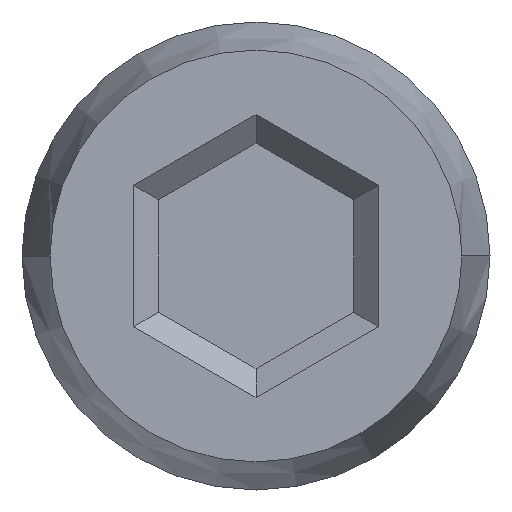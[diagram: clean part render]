
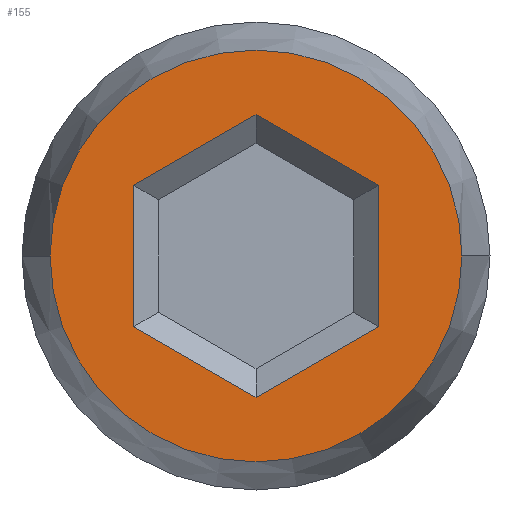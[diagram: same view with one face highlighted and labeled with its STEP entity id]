
A CAD part, left-side view. The second image highlights one B-rep face of the part: STEP entity #155.
In plain terms, the highlighted planar face has unit normal (-1, 0, 0).
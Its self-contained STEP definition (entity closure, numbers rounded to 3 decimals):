
#9 = EDGE_CURVE ( 'NONE', #19, #12, #310, .T. ) ;
#10 = ORIENTED_EDGE ( 'NONE', *, *, #15, .T. ) ;
#11 = EDGE_CURVE ( 'NONE', #17, #20, #440, .T. ) ;
#12 = VERTEX_POINT ( 'NONE', #436 ) ;
#13 = ORIENTED_EDGE ( 'NONE', *, *, #265, .T. ) ;
#14 = ORIENTED_EDGE ( 'NONE', *, *, #11, .T. ) ;
#15 = EDGE_CURVE ( 'NONE', #12, #267, #435, .T. ) ;
#16 = ORIENTED_EDGE ( 'NONE', *, *, #268, .T. ) ;
#17 = VERTEX_POINT ( 'NONE', #431 ) ;
#18 = EDGE_CURVE ( 'NONE', #266, #19, #430, .T. ) ;
#19 = VERTEX_POINT ( 'NONE', #426 ) ;
#20 = VERTEX_POINT ( 'NONE', #425 ) ;
#76 = VERTEX_POINT ( 'NONE', #280 ) ;
#77 = VERTEX_POINT ( 'NONE', #279 ) ;
#78 = EDGE_CURVE ( 'NONE', #77, #76, #278, .T. ) ;
#111 = EDGE_LOOP ( 'NONE', ( #14, #13, #271, #272, #10, #16 ) ) ;
#155 = ADVANCED_FACE ( 'NONE', ( #660, #659 ), #841, .T. ) ;
#263 = ORIENTED_EDGE ( 'NONE', *, *, #264, .F. ) ;
#264 = EDGE_CURVE ( 'NONE', #76, #77, #1161, .T. ) ;
#265 = EDGE_CURVE ( 'NONE', #20, #266, #1114, .T. ) ;
#266 = VERTEX_POINT ( 'NONE', #1106 ) ;
#267 = VERTEX_POINT ( 'NONE', #1105 ) ;
#268 = EDGE_CURVE ( 'NONE', #267, #17, #1104, .T. ) ;
#269 = ORIENTED_EDGE ( 'NONE', *, *, #78, .F. ) ;
#270 = EDGE_LOOP ( 'NONE', ( #269, #263 ) ) ;
#271 = ORIENTED_EDGE ( 'NONE', *, *, #18, .T. ) ;
#272 = ORIENTED_EDGE ( 'NONE', *, *, #9, .T. ) ;
#274 = DIRECTION ( 'NONE',  ( 0., 1., 0. ) ) ;
#275 = DIRECTION ( 'NONE',  ( 1., 0., 0. ) ) ;
#276 = CARTESIAN_POINT ( 'NONE',  ( -15.891, 1.475, -0.692 ) ) ;
#277 = AXIS2_PLACEMENT_3D ( 'NONE', #276, #275, #274 ) ;
#278 = CIRCLE ( 'NONE', #277, 2.095 ) ;
#279 = CARTESIAN_POINT ( 'NONE',  ( -15.891, 3.571, -0.692 ) ) ;
#280 = CARTESIAN_POINT ( 'NONE',  ( -15.891, -0.62, -0.692 ) ) ;
#307 = DIRECTION ( 'NONE',  ( 0., -0.866, 0.5 ) ) ;
#308 = VECTOR ( 'NONE', #307, 1000. ) ;
#309 = CARTESIAN_POINT ( 'NONE',  ( -15.891, 1.602, 0.673 ) ) ;
#310 = LINE ( 'NONE', #309, #308 ) ;
#425 = CARTESIAN_POINT ( 'NONE',  ( -15.891, 1.475, -2.131 ) ) ;
#426 = CARTESIAN_POINT ( 'NONE',  ( -15.891, 2.722, 0.027 ) ) ;
#427 = DIRECTION ( 'NONE',  ( 0., 0., 1. ) ) ;
#428 = VECTOR ( 'NONE', #427, 1000. ) ;
#429 = CARTESIAN_POINT ( 'NONE',  ( -15.891, 2.722, -0.119 ) ) ;
#430 = LINE ( 'NONE', #429, #428 ) ;
#431 = CARTESIAN_POINT ( 'NONE',  ( -15.891, 0.229, -1.412 ) ) ;
#432 = DIRECTION ( 'NONE',  ( 0., -0.866, -0.5 ) ) ;
#433 = VECTOR ( 'NONE', #432, 1000. ) ;
#434 = CARTESIAN_POINT ( 'NONE',  ( -15.891, 0.356, 0.101 ) ) ;
#435 = LINE ( 'NONE', #434, #433 ) ;
#436 = CARTESIAN_POINT ( 'NONE',  ( -15.891, 1.475, 0.747 ) ) ;
#437 = DIRECTION ( 'NONE',  ( 0., 0.866, -0.5 ) ) ;
#438 = VECTOR ( 'NONE', #437, 1000. ) ;
#439 = CARTESIAN_POINT ( 'NONE',  ( -15.891, 1.348, -2.058 ) ) ;
#440 = LINE ( 'NONE', #439, #438 ) ;
#659 = FACE_OUTER_BOUND ( 'NONE', #270, .T. ) ;
#660 = FACE_BOUND ( 'NONE', #111, .T. ) ;
#772 = DIRECTION ( 'NONE',  ( 0., -1., 0. ) ) ;
#838 = DIRECTION ( 'NONE',  ( -1., 0., 0. ) ) ;
#839 = CARTESIAN_POINT ( 'NONE',  ( -15.891, 1.475, -0.692 ) ) ;
#840 = AXIS2_PLACEMENT_3D ( 'NONE', #839, #838, #772 ) ;
#841 = PLANE ( 'NONE',  #840 ) ;
#1104 = LINE ( 'NONE', #1182, #1181 ) ;
#1105 = CARTESIAN_POINT ( 'NONE',  ( -15.891, 0.229, 0.027 ) ) ;
#1106 = CARTESIAN_POINT ( 'NONE',  ( -15.891, 2.722, -1.412 ) ) ;
#1107 = DIRECTION ( 'NONE',  ( 0., 0.866, 0.5 ) ) ;
#1108 = VECTOR ( 'NONE', #1107, 1000. ) ;
#1109 = CARTESIAN_POINT ( 'NONE',  ( -15.891, 2.595, -1.485 ) ) ;
#1110 = DIRECTION ( 'NONE',  ( 0., 1., 0. ) ) ;
#1111 = DIRECTION ( 'NONE',  ( 1., 0., 0. ) ) ;
#1112 = CARTESIAN_POINT ( 'NONE',  ( -15.891, 1.475, -0.692 ) ) ;
#1113 = AXIS2_PLACEMENT_3D ( 'NONE', #1112, #1111, #1110 ) ;
#1114 = LINE ( 'NONE', #1109, #1108 ) ;
#1161 = CIRCLE ( 'NONE', #1113, 2.095 ) ;
#1180 = DIRECTION ( 'NONE',  ( 0., 0., -1. ) ) ;
#1181 = VECTOR ( 'NONE', #1180, 1000. ) ;
#1182 = CARTESIAN_POINT ( 'NONE',  ( -15.891, 0.229, -1.265 ) ) ;
